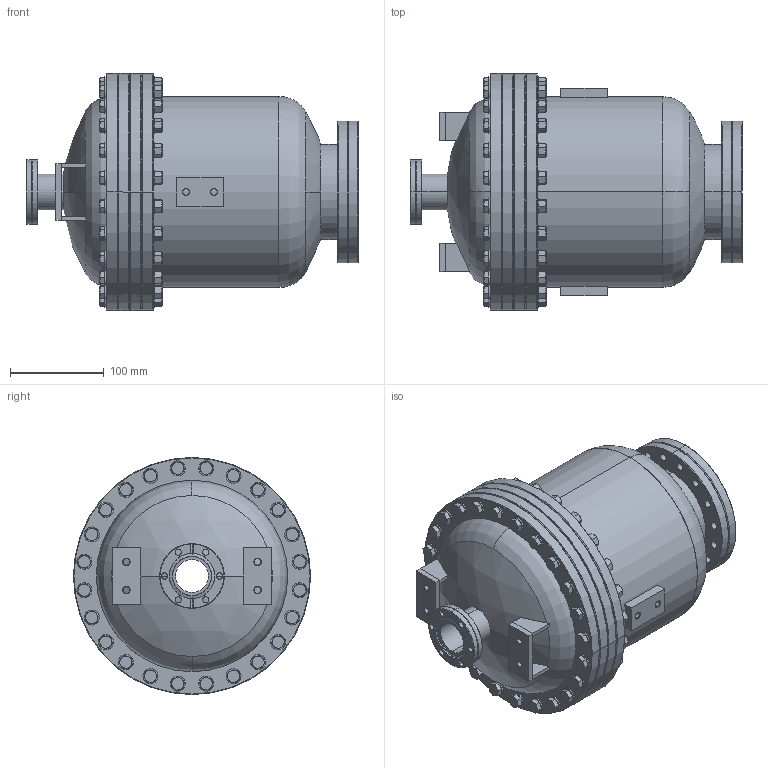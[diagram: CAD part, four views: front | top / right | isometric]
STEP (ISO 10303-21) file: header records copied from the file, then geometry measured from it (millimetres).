
FILE_DESCRIPTION (( 'STEP AP214' ), '1' );
FILE_NAME ('VC200_Êàìåðà â ñáîðå.STEP', '2016-07-09T16:04:52', ( '' ), ( '' ), 'SwSTEP 2.0', 'SolidWorks 2016', '' );
FILE_SCHEMA (( 'AUTOMOTIVE_DESIGN' ));
Length unit declared in the file: millimetre
Products named in the file (18): VC200_Îïîðíàÿ ïëîùàäêà 2 â ñáîðå_00; VC200_Êîëïàê â ñáîðå_00; VC200_Êàìåðà â ñáîðå; VC200_Äíèùå â ñáîðå_00; VC200_P-F200BT_Ôëàíåö ïðîñòîé ïðèâàðíîé; VC200_������� �������� �������_������; VC200_Äíèùå ýëëèïòè÷åñêîå D204x2AISI304L_‚¥àå­¥¥; VC200_P-TU100_Half Nipple_“ª®à®ç¥­­ë©; hex nut gradec_iso_ISO - 4034 - M8 - N; VC200_P-TU35_Half Nipple_“ª®à®ç¥­­ë©; plain washer normal grade c_iso_304_Washer ISO 7091 - 8; VC200_CF200_Gasket; hex bolt gradeb_iso_304_ISO 4015 - M8 x 60 x 22-C; VC200_�������� ������� 2_������; VC200_�������� �������_������; VC200_����� ������������� D204x2AISI304L_������; VC200_ﾒ矜 D104x2_00; VC200_Îïîðíàÿ ïëîùàäêà â ñáîðå_00
Assembly tree (114 placements, depth 4):
  VC200_Êàìåðà â ñáîðå
    VC200_Äíèùå â ñáîðå_00
      VC200_P-F200BT_Ôëàíåö ïðîñòîé ïðèâàðíîé
      VC200_����� ������������� D204x2AISI304L_������
      VC200_P-TU35_Half Nipple_“ª®à®ç¥­­ë©
      VC200_Îïîðíàÿ ïëîùàäêà â ñáîðå_00  x2
        VC200_�������� �������_������
        VC200_������� �������� �������_������
    VC200_CF200_Gasket
    VC200_Êîëïàê â ñáîðå_00
      VC200_P-F200BT_Ôëàíåö ïðîñòîé ïðèâàðíîé
      VC200_ﾒ矜 D104x2_00
      VC200_Äíèùå ýëëèïòè÷åñêîå D204x2AISI304L_‚¥àå­¥¥
      VC200_P-TU100_Half Nipple_“ª®à®ç¥­­ë©
      VC200_Îïîðíàÿ ïëîùàäêà 2 â ñáîðå_00  x2
        VC200_�������� ������� 2_������
    hex bolt gradeb_iso_304_ISO 4015 - M8 x 60 x 22-C  x24
    plain washer normal grade c_iso_304_Washer ISO 7091 - 8  x48
    hex nut gradec_iso_ISO - 4034 - M8 - N  x24
Bounding box: 354.57 x 253.2 x 253.2 mm (x, y, z)
Volume: 1596332.2 mm3; surface area: 723150.6 mm2
Topology: 113 solids, 113 shells, 2038 faces, 4434 edges, 2644 vertices
Faces by surface type: cone 850, plane 582, cylinder 568, torus 30, sphere 8
Entity records: 14971 total; most frequent: DIRECTION 2700, CARTESIAN_POINT 2671, ORIENTED_EDGE 2106, AXIS2_PLACEMENT_3D 1150, EDGE_CURVE 1053, VERTEX_POINT 629, CIRCLE 577, EDGE_LOOP 572
